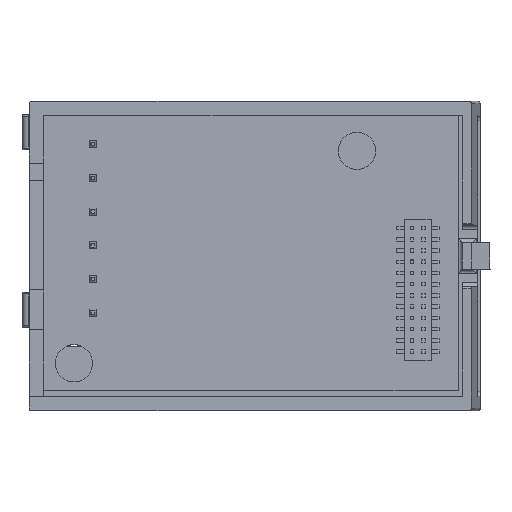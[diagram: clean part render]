
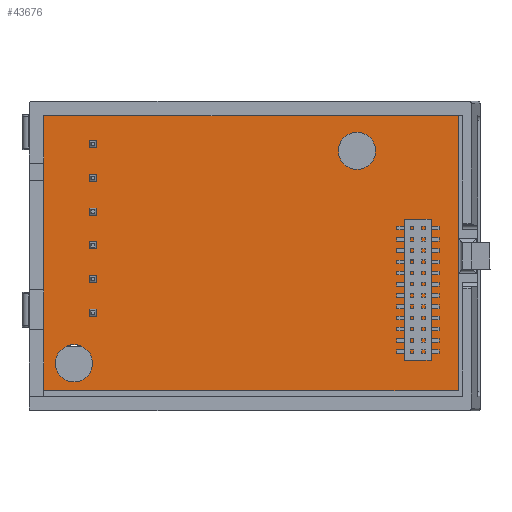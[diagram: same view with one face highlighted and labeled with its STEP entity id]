
A CAD part, top view. The second image highlights one B-rep face of the part: STEP entity #43676.
In plain terms, the highlighted planar face has unit normal (0, 0, 1).
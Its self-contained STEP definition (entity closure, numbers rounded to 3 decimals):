
#43513=CARTESIAN_POINT('',(37.123,29.266,11.7));
#43514=DIRECTION('',(0.,0.,1.));
#43515=DIRECTION('',(1.,0.,0.));
#43516=AXIS2_PLACEMENT_3D('',#43513,#43514,#43515);
#43518=CARTESIAN_POINT('',(37.123,29.266,11.7));
#43519=DIRECTION('',(0.,0.,1.));
#43520=DIRECTION('',(-1.,0.,0.));
#43521=AXIS2_PLACEMENT_3D('',#43518,#43519,#43520);
#43523=CARTESIAN_POINT('',(5.123,5.257,11.7));
#43524=DIRECTION('',(0.,0.,1.));
#43525=DIRECTION('',(1.,0.,0.));
#43526=AXIS2_PLACEMENT_3D('',#43523,#43524,#43525);
#43528=CARTESIAN_POINT('',(5.123,5.257,11.7));
#43529=DIRECTION('',(0.,0.,1.));
#43530=DIRECTION('',(-1.,0.,0.));
#43531=AXIS2_PLACEMENT_3D('',#43528,#43529,#43530);
#43537=DIRECTION('',(-1.,0.,0.));
#43538=VECTOR('',#43537,47.1);
#43539=CARTESIAN_POINT('',(48.553,33.326,11.7));
#43540=LINE('',#43539,#43538);
#43569=DIRECTION('',(0.,-1.,0.));
#43570=VECTOR('',#43569,31.2);
#43571=CARTESIAN_POINT('',(1.453,33.326,11.7));
#43572=LINE('',#43571,#43570);
#43581=DIRECTION('',(1.,0.,0.));
#43582=VECTOR('',#43581,47.1);
#43583=CARTESIAN_POINT('',(1.453,2.127,11.7));
#43584=LINE('',#43583,#43582);
#43593=DIRECTION('',(0.,1.,0.));
#43594=VECTOR('',#43593,31.2);
#43595=CARTESIAN_POINT('',(48.553,2.127,11.7));
#43596=LINE('',#43595,#43594);
#43617=CARTESIAN_POINT('',(48.553,33.326,11.7));
#43618=CARTESIAN_POINT('',(1.453,33.326,11.7));
#43619=VERTEX_POINT('',#43617);
#43620=VERTEX_POINT('',#43618);
#43621=CARTESIAN_POINT('',(48.553,2.127,11.7));
#43622=VERTEX_POINT('',#43621);
#43623=CARTESIAN_POINT('',(1.453,2.127,11.7));
#43624=VERTEX_POINT('',#43623);
#43625=CARTESIAN_POINT('',(39.223,29.266,11.7));
#43626=CARTESIAN_POINT('',(35.023,29.266,11.7));
#43627=VERTEX_POINT('',#43625);
#43628=VERTEX_POINT('',#43626);
#43629=CARTESIAN_POINT('',(7.223,5.257,11.7));
#43630=CARTESIAN_POINT('',(3.023,5.257,11.7));
#43631=VERTEX_POINT('',#43629);
#43632=VERTEX_POINT('',#43630);
#43649=CARTESIAN_POINT('',(25.55,17.481,11.7));
#43650=DIRECTION('',(0.,0.,1.));
#43651=DIRECTION('',(0.,-1.,0.));
#43652=AXIS2_PLACEMENT_3D('',#43649,#43650,#43651);
#43653=PLANE('',#43652);
#43655=ORIENTED_EDGE('',*,*,#43654,.F.);
#43657=ORIENTED_EDGE('',*,*,#43656,.F.);
#43659=ORIENTED_EDGE('',*,*,#43658,.F.);
#43661=ORIENTED_EDGE('',*,*,#43660,.F.);
#43662=EDGE_LOOP('',(#43655,#43657,#43659,#43661));
#43663=FACE_OUTER_BOUND('',#43662,.F.);
#43665=ORIENTED_EDGE('',*,*,#43664,.T.);
#43667=ORIENTED_EDGE('',*,*,#43666,.T.);
#43668=EDGE_LOOP('',(#43665,#43667));
#43669=FACE_BOUND('',#43668,.F.);
#43671=ORIENTED_EDGE('',*,*,#43670,.T.);
#43673=ORIENTED_EDGE('',*,*,#43672,.T.);
#43674=EDGE_LOOP('',(#43671,#43673));
#43675=FACE_BOUND('',#43674,.F.);
#43676=ADVANCED_FACE('',(#43663,#43669,#43675),#43653,.T.);
#43517=CIRCLE('',#43516,2.1);
#43522=CIRCLE('',#43521,2.1);
#43527=CIRCLE('',#43526,2.1);
#43532=CIRCLE('',#43531,2.1);
#43654=EDGE_CURVE('',#43619,#43620,#43540,.T.);
#43656=EDGE_CURVE('',#43622,#43619,#43596,.T.);
#43658=EDGE_CURVE('',#43624,#43622,#43584,.T.);
#43660=EDGE_CURVE('',#43620,#43624,#43572,.T.);
#43664=EDGE_CURVE('',#43627,#43628,#43517,.T.);
#43666=EDGE_CURVE('',#43628,#43627,#43522,.T.);
#43670=EDGE_CURVE('',#43631,#43632,#43527,.T.);
#43672=EDGE_CURVE('',#43632,#43631,#43532,.T.);
